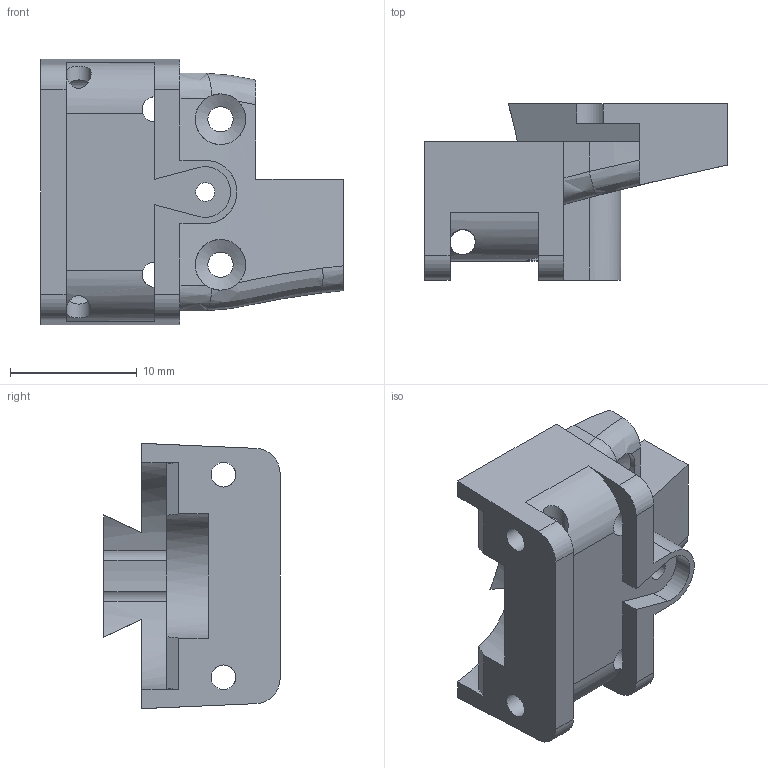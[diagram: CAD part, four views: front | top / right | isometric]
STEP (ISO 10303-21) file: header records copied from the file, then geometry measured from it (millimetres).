
FILE_DESCRIPTION(/* description */ ('STEP AP214'),/* implementation_level */ '2;1');
FILE_NAME(/* name */ '683c513b4258294a187f3e1f',/* time_stamp */ '2025-06-01T13:10:20Z',/* author */ (''),/* organization */ (''),/* preprocessor_version */ 'ST-DEVELOPER v20',/* originating_system */ 'ONSHAPE BY PTC INC, 1.198',/* authorisation */ ' ');
FILE_SCHEMA (('AUTOMOTIVE_DESIGN {1 0 10303 214 3 1 1}'));
Length unit declared in the file: metre
Products named in the file (1): Palm_BEARING_15
Bounding box: 23.9 x 13.93 x 20.95 mm (x, y, z)
Volume: 2559.9 mm3; surface area: 2380.1 mm2
Topology: 1 solids, 1 shells, 73 faces, 225 edges, 147 vertices
Faces by surface type: plane 36, cylinder 26, bspline 9, cone 2
Full cylindrical faces by diameter (mm): 1.5 x1, 1.95 x2, 2 x7, 3 x1, 4 x2
Entity records: 2634 total; most frequent: CARTESIAN_POINT 719, ORIENTED_EDGE 402, DIRECTION 357, EDGE_CURVE 201, VERTEX_POINT 139, AXIS2_PLACEMENT_3D 129, EDGE_LOOP 106, FACE_BOUND 106
